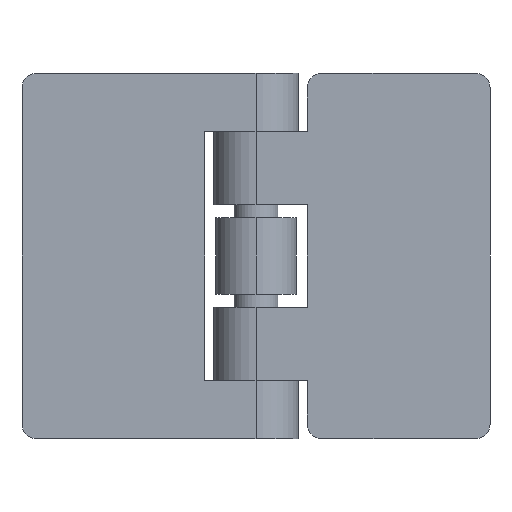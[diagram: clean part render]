
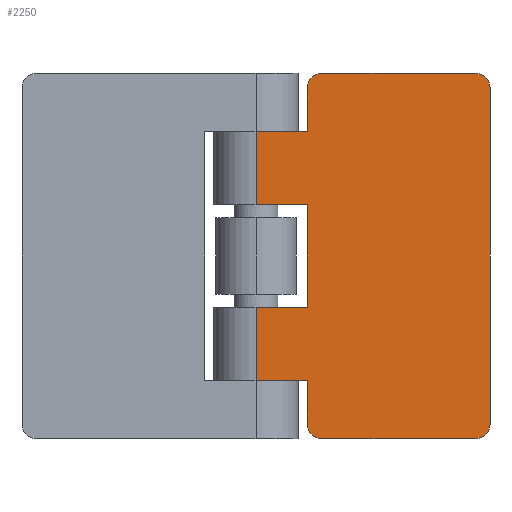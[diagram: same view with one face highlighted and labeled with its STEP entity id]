
A CAD part, front view. The second image highlights one B-rep face of the part: STEP entity #2250.
In plain terms, the highlighted planar face has unit normal (0, -1, 0).
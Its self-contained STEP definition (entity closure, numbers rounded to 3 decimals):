
#480 = CARTESIAN_POINT ( 'NONE',  ( 15., -2.9, -12.5 ) ) ;
#481 = DIRECTION ( 'NONE',  ( 0., 0., -1. ) ) ;
#482 = VECTOR ( 'NONE', #481, 1000. ) ;
#483 = CARTESIAN_POINT ( 'NONE',  ( 16., -2.9, 12.5 ) ) ;
#484 = LINE ( 'NONE', #483, #482 ) ;
#504 = DIRECTION ( 'NONE',  ( 0., 0., -1. ) ) ;
#505 = VECTOR ( 'NONE', #504, 1000. ) ;
#506 = CARTESIAN_POINT ( 'NONE',  ( 3.5, -2.9, 12.5 ) ) ;
#511 = LINE ( 'NONE', #506, #505 ) ;
#514 = CARTESIAN_POINT ( 'NONE',  ( 3.5, -2.9, -8.5 ) ) ;
#515 = DIRECTION ( 'NONE',  ( 0., 0., 1. ) ) ;
#516 = DIRECTION ( 'NONE',  ( 0., -1., 0. ) ) ;
#517 = CARTESIAN_POINT ( 'NONE',  ( 4.5, -2.9, -11.5 ) ) ;
#518 = AXIS2_PLACEMENT_3D ( 'NONE', #517, #516, #515 ) ;
#519 = CIRCLE ( 'NONE', #518, 1. ) ;
#520 = DIRECTION ( 'NONE',  ( 0., 0., -1. ) ) ;
#521 = VECTOR ( 'NONE', #520, 1000. ) ;
#522 = CARTESIAN_POINT ( 'NONE',  ( 3.5, -2.9, 12.5 ) ) ;
#523 = LINE ( 'NONE', #522, #521 ) ;
#526 = CARTESIAN_POINT ( 'NONE',  ( 3.5, -2.9, -3.5 ) ) ;
#527 = CARTESIAN_POINT ( 'NONE',  ( 16., -2.9, -11.5 ) ) ;
#528 = CARTESIAN_POINT ( 'NONE',  ( 3.5, -2.9, 3.5 ) ) ;
#529 = CARTESIAN_POINT ( 'NONE',  ( 16., -2.9, 11.5 ) ) ;
#530 = DIRECTION ( 'NONE',  ( -1., 0., 0. ) ) ;
#531 = VECTOR ( 'NONE', #530, 1000. ) ;
#532 = CARTESIAN_POINT ( 'NONE',  ( 0., -2.9, -3.5 ) ) ;
#533 = LINE ( 'NONE', #532, #531 ) ;
#549 = DIRECTION ( 'NONE',  ( 1., 0., 0. ) ) ;
#550 = VECTOR ( 'NONE', #549, 1000. ) ;
#551 = CARTESIAN_POINT ( 'NONE',  ( 0., -2.9, -8.5 ) ) ;
#552 = LINE ( 'NONE', #551, #550 ) ;
#573 = DIRECTION ( 'NONE',  ( 1., 0., 0. ) ) ;
#574 = VECTOR ( 'NONE', #573, 1000. ) ;
#575 = CARTESIAN_POINT ( 'NONE',  ( 0., -2.9, 3.5 ) ) ;
#576 = LINE ( 'NONE', #575, #574 ) ;
#577 = DIRECTION ( 'NONE',  ( 0., 0., 1. ) ) ;
#578 = DIRECTION ( 'NONE',  ( 0., -1., 0. ) ) ;
#579 = CARTESIAN_POINT ( 'NONE',  ( 4.5, -2.9, 11.5 ) ) ;
#580 = AXIS2_PLACEMENT_3D ( 'NONE', #579, #578, #577 ) ;
#581 = CIRCLE ( 'NONE', #580, 1. ) ;
#594 = CARTESIAN_POINT ( 'NONE',  ( 15., -2.9, 11.5 ) ) ;
#595 = AXIS2_PLACEMENT_3D ( 'NONE', #594, #657, #656 ) ;
#596 = CIRCLE ( 'NONE', #595, 1. ) ;
#615 = CARTESIAN_POINT ( 'NONE',  ( 3.5, -2.9, -11.5 ) ) ;
#646 = DIRECTION ( 'NONE',  ( -1., 0., 0. ) ) ;
#647 = VECTOR ( 'NONE', #646, 1000. ) ;
#648 = CARTESIAN_POINT ( 'NONE',  ( 0., -2.9, 8.5 ) ) ;
#649 = LINE ( 'NONE', #648, #647 ) ;
#650 = CARTESIAN_POINT ( 'NONE',  ( 3.5, -2.9, 8.5 ) ) ;
#651 = DIRECTION ( 'NONE',  ( 0., 0., 1. ) ) ;
#652 = DIRECTION ( 'NONE',  ( 0., -1., 0. ) ) ;
#653 = CARTESIAN_POINT ( 'NONE',  ( 15., -2.9, -11.5 ) ) ;
#654 = AXIS2_PLACEMENT_3D ( 'NONE', #653, #652, #651 ) ;
#655 = CIRCLE ( 'NONE', #654, 1. ) ;
#656 = DIRECTION ( 'NONE',  ( 0., 0., 1. ) ) ;
#657 = DIRECTION ( 'NONE',  ( 0., -1., 0. ) ) ;
#694 = DIRECTION ( 'NONE',  ( 0., 0., -1. ) ) ;
#695 = VECTOR ( 'NONE', #694, 1000. ) ;
#696 = CARTESIAN_POINT ( 'NONE',  ( 0., -2.9, 12.5 ) ) ;
#697 = LINE ( 'NONE', #696, #695 ) ;
#746 = CARTESIAN_POINT ( 'NONE',  ( 0., -2.9, 3.5 ) ) ;
#783 = CARTESIAN_POINT ( 'NONE',  ( 0., -2.9, 8.5 ) ) ;
#889 = CARTESIAN_POINT ( 'NONE',  ( 0., -2.9, -8.5 ) ) ;
#899 = CARTESIAN_POINT ( 'NONE',  ( 0., -2.9, -3.5 ) ) ;
#916 = DIRECTION ( 'NONE',  ( 0., 0., -1. ) ) ;
#917 = VECTOR ( 'NONE', #916, 1000. ) ;
#918 = CARTESIAN_POINT ( 'NONE',  ( 0., -2.9, 12.5 ) ) ;
#919 = LINE ( 'NONE', #918, #917 ) ;
#988 = CARTESIAN_POINT ( 'NONE',  ( 15., -2.9, 12.5 ) ) ;
#1022 = CARTESIAN_POINT ( 'NONE',  ( 4.5, -2.9, 12.5 ) ) ;
#1027 = DIRECTION ( 'NONE',  ( 1., 0., 0. ) ) ;
#1028 = VECTOR ( 'NONE', #1027, 1000. ) ;
#1029 = CARTESIAN_POINT ( 'NONE',  ( 0., -2.9, -12.5 ) ) ;
#1030 = LINE ( 'NONE', #1029, #1028 ) ;
#1031 = CARTESIAN_POINT ( 'NONE',  ( 3.5, -2.9, 11.5 ) ) ;
#1036 = DIRECTION ( 'NONE',  ( 1., 0., 0. ) ) ;
#1037 = VECTOR ( 'NONE', #1036, 1000. ) ;
#1038 = CARTESIAN_POINT ( 'NONE',  ( 0., -2.9, 12.5 ) ) ;
#1039 = LINE ( 'NONE', #1038, #1037 ) ;
#1043 = DIRECTION ( 'NONE',  ( 0., 0., -1. ) ) ;
#1044 = VECTOR ( 'NONE', #1043, 1000. ) ;
#1045 = CARTESIAN_POINT ( 'NONE',  ( 3.5, -2.9, 12.5 ) ) ;
#1046 = LINE ( 'NONE', #1045, #1044 ) ;
#1052 = CARTESIAN_POINT ( 'NONE',  ( 4.5, -2.9, -12.5 ) ) ;
#1064 = DIRECTION ( 'NONE',  ( 0., 0., 1. ) ) ;
#1065 = DIRECTION ( 'NONE',  ( 0., 1., 0. ) ) ;
#1066 = CARTESIAN_POINT ( 'NONE',  ( 0., -2.9, 12.5 ) ) ;
#1067 = AXIS2_PLACEMENT_3D ( 'NONE', #1066, #1065, #1064 ) ;
#1068 = PLANE ( 'NONE',  #1067 ) ;
#1069 = FACE_OUTER_BOUND ( 'NONE', #2254, .T. ) ;
#1924 = ORIENTED_EDGE ( 'NONE', *, *, #1967, .T. ) ;
#1925 = EDGE_CURVE ( 'NONE', #1940, #1942, #484, .T. ) ;
#1926 = VERTEX_POINT ( 'NONE', #480 ) ;
#1937 = ORIENTED_EDGE ( 'NONE', *, *, #2006, .T. ) ;
#1939 = EDGE_CURVE ( 'NONE', #1943, #2161, #533, .T. ) ;
#1940 = VERTEX_POINT ( 'NONE', #529 ) ;
#1941 = VERTEX_POINT ( 'NONE', #528 ) ;
#1942 = VERTEX_POINT ( 'NONE', #527 ) ;
#1943 = VERTEX_POINT ( 'NONE', #526 ) ;
#1945 = ORIENTED_EDGE ( 'NONE', *, *, #1925, .F. ) ;
#1948 = ORIENTED_EDGE ( 'NONE', *, *, #2007, .T. ) ;
#1949 = EDGE_CURVE ( 'NONE', #1953, #1998, #523, .T. ) ;
#1950 = ORIENTED_EDGE ( 'NONE', *, *, #1939, .T. ) ;
#1951 = EDGE_CURVE ( 'NONE', #1998, #2256, #519, .T. ) ;
#1952 = ORIENTED_EDGE ( 'NONE', *, *, #1956, .T. ) ;
#1953 = VERTEX_POINT ( 'NONE', #514 ) ;
#1955 = ORIENTED_EDGE ( 'NONE', *, *, #1949, .T. ) ;
#1956 = EDGE_CURVE ( 'NONE', #1941, #1943, #511, .T. ) ;
#1967 = EDGE_CURVE ( 'NONE', #2176, #1953, #552, .T. ) ;
#1968 = ORIENTED_EDGE ( 'NONE', *, *, #2196, .T. ) ;
#1983 = ORIENTED_EDGE ( 'NONE', *, *, #2264, .T. ) ;
#1985 = EDGE_CURVE ( 'NONE', #2242, #2239, #581, .T. ) ;
#1987 = EDGE_CURVE ( 'NONE', #2060, #1941, #576, .T. ) ;
#1995 = ORIENTED_EDGE ( 'NONE', *, *, #2240, .T. ) ;
#1998 = VERTEX_POINT ( 'NONE', #615 ) ;
#1999 = ORIENTED_EDGE ( 'NONE', *, *, #1951, .T. ) ;
#2006 = EDGE_CURVE ( 'NONE', #1940, #2228, #596, .T. ) ;
#2007 = EDGE_CURVE ( 'NONE', #1926, #1942, #655, .T. ) ;
#2008 = VERTEX_POINT ( 'NONE', #650 ) ;
#2009 = EDGE_CURVE ( 'NONE', #2008, #2089, #649, .T. ) ;
#2054 = EDGE_CURVE ( 'NONE', #2089, #2060, #697, .T. ) ;
#2060 = VERTEX_POINT ( 'NONE', #746 ) ;
#2089 = VERTEX_POINT ( 'NONE', #783 ) ;
#2161 = VERTEX_POINT ( 'NONE', #899 ) ;
#2176 = VERTEX_POINT ( 'NONE', #889 ) ;
#2196 = EDGE_CURVE ( 'NONE', #2161, #2176, #919, .T. ) ;
#2228 = VERTEX_POINT ( 'NONE', #988 ) ;
#2235 = EDGE_CURVE ( 'NONE', #2242, #2228, #1039, .T. ) ;
#2239 = VERTEX_POINT ( 'NONE', #1031 ) ;
#2240 = EDGE_CURVE ( 'NONE', #2256, #1926, #1030, .T. ) ;
#2242 = VERTEX_POINT ( 'NONE', #1022 ) ;
#2250 = ADVANCED_FACE ( 'NONE', ( #1069 ), #1068, .F. ) ;
#2254 = EDGE_LOOP ( 'NONE', ( #2260, #2262, #1983, #2265, #2258, #2259, #1952, #1950, #1968, #1924, #1955, #1999, #1995, #1948, #1945, #1937 ) ) ;
#2256 = VERTEX_POINT ( 'NONE', #1052 ) ;
#2258 = ORIENTED_EDGE ( 'NONE', *, *, #2054, .T. ) ;
#2259 = ORIENTED_EDGE ( 'NONE', *, *, #1987, .T. ) ;
#2260 = ORIENTED_EDGE ( 'NONE', *, *, #2235, .F. ) ;
#2262 = ORIENTED_EDGE ( 'NONE', *, *, #1985, .T. ) ;
#2264 = EDGE_CURVE ( 'NONE', #2239, #2008, #1046, .T. ) ;
#2265 = ORIENTED_EDGE ( 'NONE', *, *, #2009, .T. ) ;
